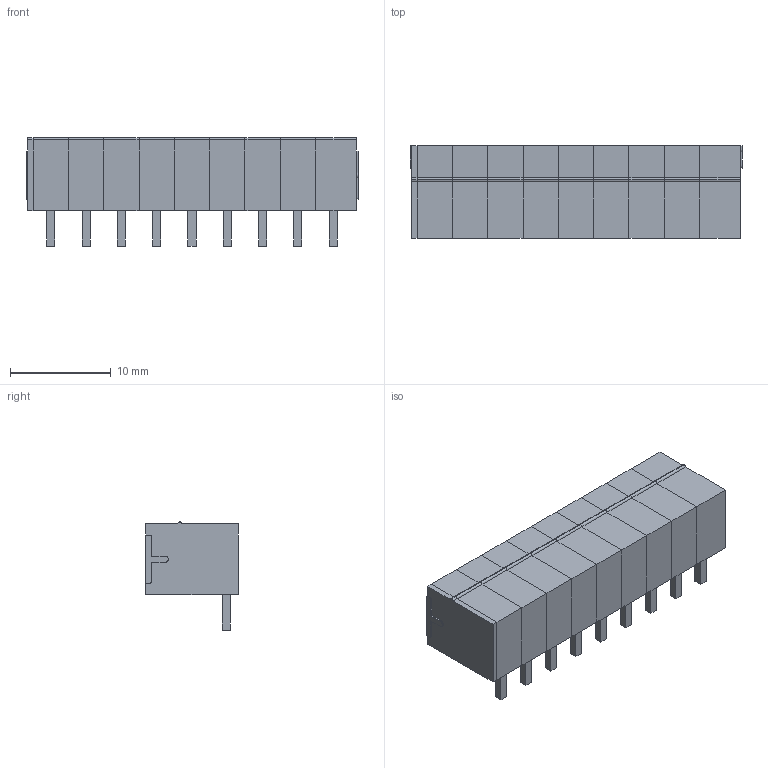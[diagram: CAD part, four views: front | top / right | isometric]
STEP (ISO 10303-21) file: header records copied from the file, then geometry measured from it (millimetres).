
FILE_DESCRIPTION(('STEP AP214'),'1');
FILE_NAME('20020110c091a01lf.stp','2015-04-14T19:53:18',('TraceParts'),('TraceParts S.A.'),'XStep 1.0',' ',' ');
FILE_SCHEMA(('automotive_design'));
Length unit declared in the file: millimetre
Products named in the file (10): 20020110-C09_ASM|Next assembly relationship;20020110-C-LEM; 20020110-C09_ASM|Next assembly relationship;20020110-C-CM; 20020110-C09_ASM|Next assembly relationship;20020110-C-REM
Bounding box: 32.9 x 9.2 x 10.72 mm (x, y, z)
Volume: 1080.5 mm3; surface area: 4199.8 mm2
Topology: 10 solids, 10 shells, 551 faces, 1449 edges, 954 vertices
Faces by surface type: plane 417, cylinder 80, torus 36, cone 18
Entity records: 17065 total; most frequent: CARTESIAN_POINT 3072, ORIENTED_EDGE 2898, DIRECTION 2821, EDGE_CURVE 1449, LINE 1163, VECTOR 1163, VERTEX_POINT 954, AXIS2_PLACEMENT_3D 829
